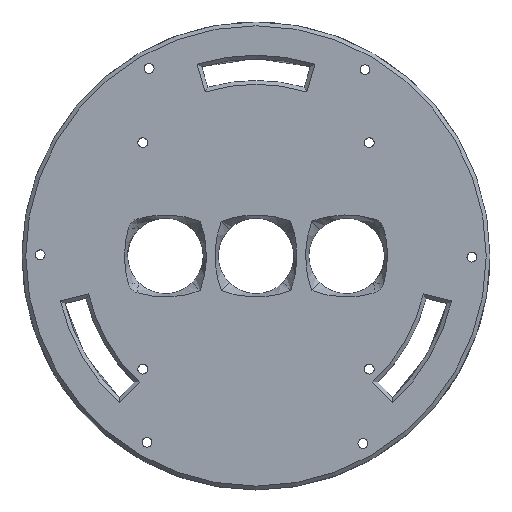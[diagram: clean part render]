
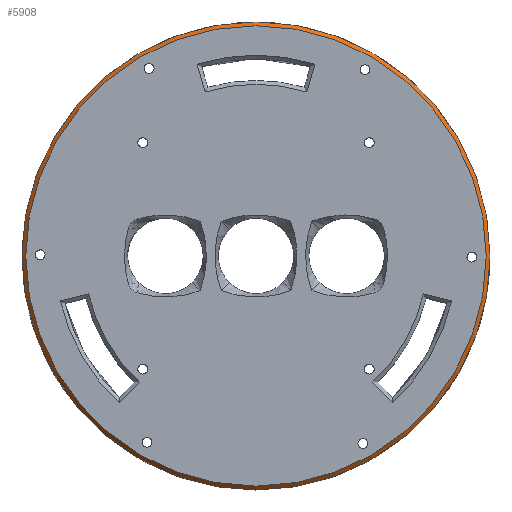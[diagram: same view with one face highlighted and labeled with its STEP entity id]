
A CAD part, top view. The second image highlights one B-rep face of the part: STEP entity #5908.
In plain terms, the highlighted conical face has half-angle 45 degrees and reference radius 30.5 mm.
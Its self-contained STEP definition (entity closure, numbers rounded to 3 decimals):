
#280=CARTESIAN_POINT('',(30.5,-0.001,23.7));
#281=VERTEX_POINT('',#280);
#282=CARTESIAN_POINT('',(-30.5,-0.001,23.7));
#283=VERTEX_POINT('',#282);
#284=CARTESIAN_POINT('',(0.,-0.001,23.7));
#285=DIRECTION('',(0.,0.,1.));
#286=DIRECTION('',(1.,0.,-0.));
#287=AXIS2_PLACEMENT_3D('',#284,#285,#286);
#288=CIRCLE('',#287,30.5);
#289=EDGE_CURVE('',#281,#283,#288,.T.);
#291=CARTESIAN_POINT('',(0.,-0.001,23.7));
#292=DIRECTION('',(0.,0.,1.));
#293=DIRECTION('',(1.,0.,-0.));
#294=AXIS2_PLACEMENT_3D('',#291,#292,#293);
#295=CIRCLE('',#294,30.5);
#296=EDGE_CURVE('',#283,#281,#295,.T.);
#5628=CARTESIAN_POINT('',(31.,-0.001,23.2));
#5629=VERTEX_POINT('',#5628);
#5710=CARTESIAN_POINT('',(-31.,-0.001,23.2));
#5711=VERTEX_POINT('',#5710);
#5712=CARTESIAN_POINT('',(0.,-0.001,23.2));
#5713=DIRECTION('',(-0.,-0.,-1.));
#5714=DIRECTION('',(1.,0.,-0.));
#5715=AXIS2_PLACEMENT_3D('',#5712,#5713,#5714);
#5716=CIRCLE('',#5715,31.);
#5717=EDGE_CURVE('',#5629,#5711,#5716,.T.);
#5719=CARTESIAN_POINT('',(0.,-0.001,23.2));
#5720=DIRECTION('',(-0.,-0.,-1.));
#5721=DIRECTION('',(1.,0.,-0.));
#5722=AXIS2_PLACEMENT_3D('',#5719,#5720,#5721);
#5723=CIRCLE('',#5722,31.);
#5724=EDGE_CURVE('',#5711,#5629,#5723,.T.);
#5890=CARTESIAN_POINT('',(0.,-0.001,23.7));
#5891=DIRECTION('',(0.,0.,-1.));
#5892=DIRECTION('',(-1.,0.,0.));
#5893=AXIS2_PLACEMENT_3D('',#5890,#5891,#5892);
#5894=CONICAL_SURFACE('',#5893,30.5,45.);
#5895=CARTESIAN_POINT('',(-31.,-0.001,23.2));
#5896=DIRECTION('',(0.707,-0.,0.707));
#5897=VECTOR('',#5896,0.707);
#5898=LINE('',#5895,#5897);
#5899=EDGE_CURVE('',#5711,#283,#5898,.T.);
#5900=ORIENTED_EDGE('',*,*,#5899,.T.);
#5901=ORIENTED_EDGE('',*,*,#289,.F.);
#5902=ORIENTED_EDGE('',*,*,#296,.F.);
#5903=ORIENTED_EDGE('',*,*,#5899,.F.);
#5904=ORIENTED_EDGE('',*,*,#5717,.F.);
#5905=ORIENTED_EDGE('',*,*,#5724,.F.);
#5906=EDGE_LOOP('',(#5900,#5901,#5902,#5903,#5904,#5905));
#5907=FACE_BOUND('',#5906,.T.);
#5908=ADVANCED_FACE('',(#5907),#5894,.T.);
